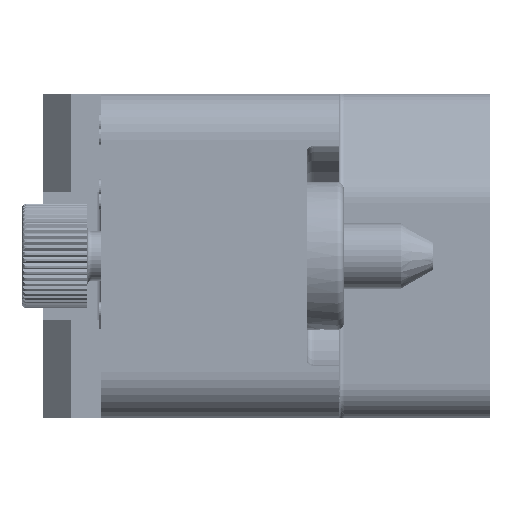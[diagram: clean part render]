
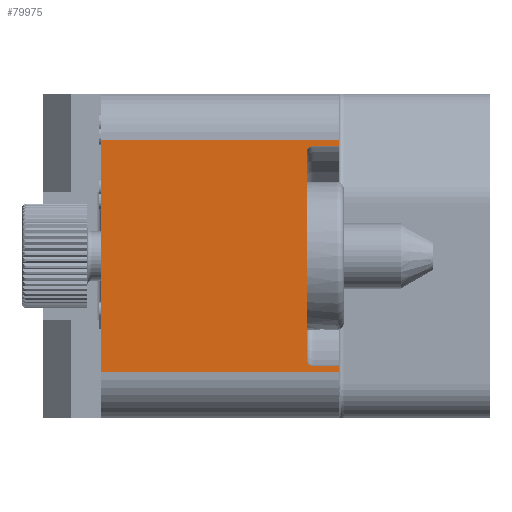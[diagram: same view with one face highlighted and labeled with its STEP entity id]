
A CAD part, left-side view. The second image highlights one B-rep face of the part: STEP entity #79975.
In plain terms, the highlighted planar face has unit normal (-1, 0, 0).
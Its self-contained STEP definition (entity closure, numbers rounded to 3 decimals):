
#5475=DIRECTION('',(0.,1.,0.));
#5476=VECTOR('',#5475,10.25);
#5477=CARTESIAN_POINT('',(-40.,0.,-5.));
#5478=LINE('',#5477,#5476);
#5484=DIRECTION('',(0.,0.,-1.));
#5485=VECTOR('',#5484,10.);
#5486=CARTESIAN_POINT('',(-40.,10.25,5.));
#5487=LINE('',#5486,#5485);
#6025=DIRECTION('',(0.,-1.,0.));
#6026=VECTOR('',#6025,10.25);
#6027=CARTESIAN_POINT('',(-40.,10.25,5.));
#6028=LINE('',#6027,#6026);
#9344=DIRECTION('',(0.,0.,1.));
#9345=VECTOR('',#9344,8.9);
#9346=CARTESIAN_POINT('',(-40.,1.4,-4.45));
#9347=LINE('',#9346,#9345);
#9348=DIRECTION('',(0.,1.,0.));
#9349=VECTOR('',#9348,1.1);
#9350=CARTESIAN_POINT('',(-40.,0.,-4.75));
#9351=LINE('',#9350,#9349);
#9352=DIRECTION('',(0.,0.,-1.));
#9353=VECTOR('',#9352,0.25);
#9354=CARTESIAN_POINT('',(-40.,0.,-4.75));
#9355=LINE('',#9354,#9353);
#9356=DIRECTION('',(0.,0.,-1.));
#9357=VECTOR('',#9356,0.25);
#9358=CARTESIAN_POINT('',(-40.,0.,5.));
#9359=LINE('',#9358,#9357);
#9360=DIRECTION('',(0.,1.,0.));
#9361=VECTOR('',#9360,1.1);
#9362=CARTESIAN_POINT('',(-40.,0.,4.75));
#9363=LINE('',#9362,#9361);
#9387=CARTESIAN_POINT('',(-40.,1.1,-4.45));
#9388=DIRECTION('',(1.,0.,0.));
#9389=DIRECTION('',(0.,0.,-1.));
#9390=AXIS2_PLACEMENT_3D('',#9387,#9388,#9389);
#9411=CARTESIAN_POINT('',(-40.,1.1,4.45));
#9412=DIRECTION('',(1.,0.,0.));
#9413=DIRECTION('',(0.,1.,0.));
#9414=AXIS2_PLACEMENT_3D('',#9411,#9412,#9413);
#61044=CARTESIAN_POINT('',(-40.,0.,5.));
#61045=VERTEX_POINT('',#61044);
#61046=CARTESIAN_POINT('',(-40.,10.25,5.));
#61047=VERTEX_POINT('',#61046);
#61052=CARTESIAN_POINT('',(-40.,10.25,-5.));
#61053=VERTEX_POINT('',#61052);
#61054=CARTESIAN_POINT('',(-40.,0.,-5.));
#61055=VERTEX_POINT('',#61054);
#61064=CARTESIAN_POINT('',(-40.,0.,-4.75));
#61066=VERTEX_POINT('',#61064);
#61070=CARTESIAN_POINT('',(-40.,0.,4.75));
#61071=VERTEX_POINT('',#61070);
#61281=CARTESIAN_POINT('',(-40.,1.4,-4.45));
#61283=VERTEX_POINT('',#61281);
#61285=CARTESIAN_POINT('',(-40.,1.1,-4.75));
#61287=VERTEX_POINT('',#61285);
#61292=CARTESIAN_POINT('',(-40.,1.4,4.45));
#61293=VERTEX_POINT('',#61292);
#61294=CARTESIAN_POINT('',(-40.,1.1,4.75));
#61295=VERTEX_POINT('',#61294);
#79953=CARTESIAN_POINT('',(-40.,0.,7.));
#79954=DIRECTION('',(-1.,0.,0.));
#79955=DIRECTION('',(0.,1.,0.));
#79956=AXIS2_PLACEMENT_3D('',#79953,#79954,#79955);
#79957=PLANE('',#79956);
#79959=ORIENTED_EDGE('',*,*,#79958,.F.);
#79961=ORIENTED_EDGE('',*,*,#79960,.F.);
#79963=ORIENTED_EDGE('',*,*,#79962,.F.);
#79964=ORIENTED_EDGE('',*,*,#76584,.T.);
#79965=ORIENTED_EDGE('',*,*,#76617,.T.);
#79966=ORIENTED_EDGE('',*,*,#76630,.F.);
#79967=ORIENTED_EDGE('',*,*,#76937,.T.);
#79968=ORIENTED_EDGE('',*,*,#76592,.T.);
#79970=ORIENTED_EDGE('',*,*,#79969,.T.);
#79972=ORIENTED_EDGE('',*,*,#79971,.F.);
#79973=EDGE_LOOP('',(#79959,#79961,#79963,#79964,#79965,#79966,#79967,#79968,
#79970,#79972));
#79974=FACE_OUTER_BOUND('',#79973,.F.);
#79975=ADVANCED_FACE('',(#79974),#79957,.T.);
#9391=CIRCLE('',#9390,0.3);
#9415=CIRCLE('',#9414,0.3);
#76584=EDGE_CURVE('',#61066,#61055,#9355,.T.);
#76592=EDGE_CURVE('',#61045,#61071,#9359,.T.);
#76617=EDGE_CURVE('',#61055,#61053,#5478,.T.);
#76630=EDGE_CURVE('',#61047,#61053,#5487,.T.);
#76937=EDGE_CURVE('',#61047,#61045,#6028,.T.);
#79958=EDGE_CURVE('',#61283,#61293,#9347,.T.);
#79960=EDGE_CURVE('',#61287,#61283,#9391,.T.);
#79962=EDGE_CURVE('',#61066,#61287,#9351,.T.);
#79969=EDGE_CURVE('',#61071,#61295,#9363,.T.);
#79971=EDGE_CURVE('',#61293,#61295,#9415,.T.);
